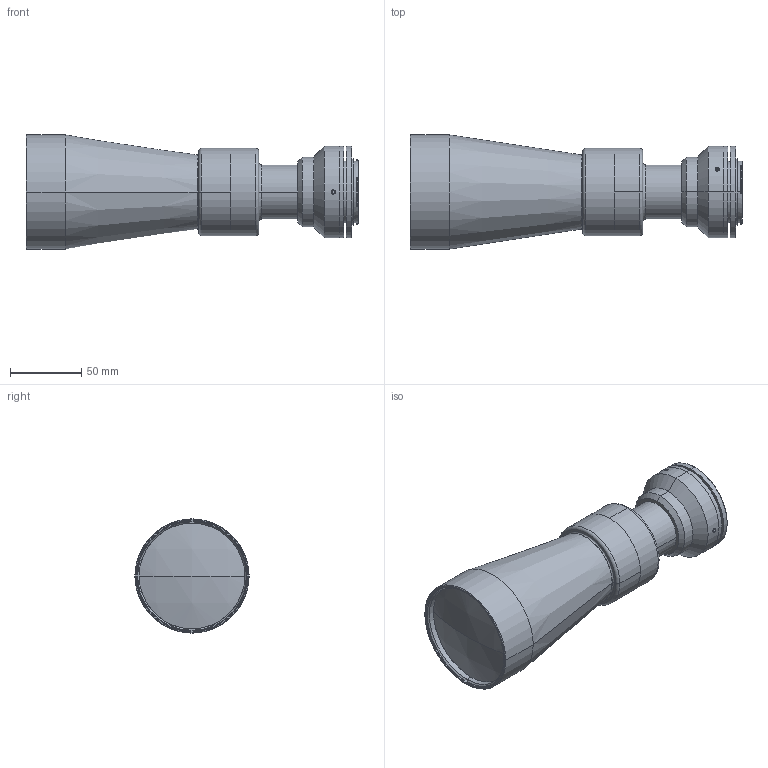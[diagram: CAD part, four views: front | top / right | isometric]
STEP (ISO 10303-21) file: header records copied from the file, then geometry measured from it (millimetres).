
FILE_DESCRIPTION (( 'STEP AP203' ), '1' );
FILE_NAME ('DP71397_TC2MHR056-F.step', '2021-10-01T14:53:02', ( '' ), ( '' ), 'SwSTEP 2.0', 'SolidWorks 2021', '' );
FILE_SCHEMA (( 'CONFIG_CONTROL_DESIGN' ));
Length unit declared in the file: millimetre
Products named in the file (1): DP71397_TC2MHR056-F
Bounding box: 232.46 x 80 x 80 mm (x, y, z)
Surface area: 71272.1 mm2 (no closed solid volume)
Topology: 0 solids, 19 shells, 195 faces, 548 edges, 369 vertices
Faces by surface type: plane 84, cylinder 61, cone 28, torus 18, sphere 4
Entity records: 6482 total; most frequent: CARTESIAN_POINT 1265, DIRECTION 1177, ORIENTED_EDGE 914, EDGE_CURVE 544, AXIS2_PLACEMENT_3D 457, VERTEX_POINT 369, VECTOR 263, LINE 263
